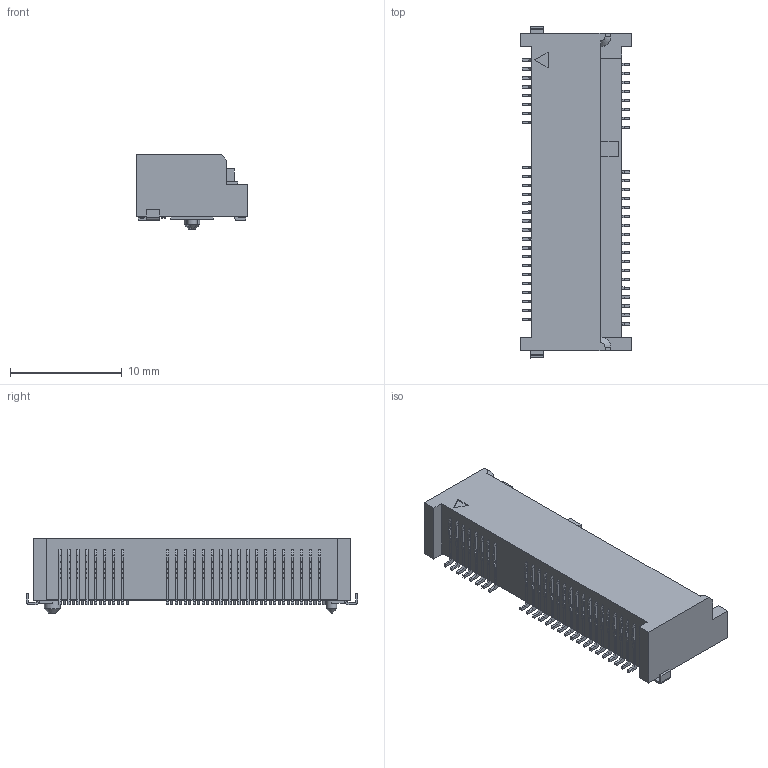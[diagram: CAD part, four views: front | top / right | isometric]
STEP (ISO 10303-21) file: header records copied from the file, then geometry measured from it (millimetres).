
FILE_DESCRIPTION(/* description */ (''),/* implementation_level */ '2;1');
FILE_NAME(/* name */ 'minipcie-bl.step',/* time_stamp */ '2021-05-31T19:53:58+02:00',/* author */ (''),/* organization */ (''),/* preprocessor_version */ 'ST-DEVELOPER v18.1',/* originating_system */ 'Autodesk Translation Framework v10.9.0.1377',/* authorisation */ '');
FILE_SCHEMA (('AUTOMOTIVE_DESIGN { 1 0 10303 214 3 1 1 }'));
Length unit declared in the file: millimetre
Products named in the file (5): minipcie; Board; Open CASCADE STEP translator 6.8 1.1.1; Free-Models; K3D-MM60-52B1-E1-R2_JAE_Connector_Division_Proprietary
Assembly tree (4 placements, depth 3):
  minipcie
    Board
      Open CASCADE STEP translator 6.8 1.1.1
    Free-Models
      K3D-MM60-52B1-E1-R2_JAE_Connector_Division_Proprietary
Bounding box: 10 x 29.7 x 6.7 mm (x, y, z)
Volume: 1088.1 mm3; surface area: 1183.4 mm2
Topology: 1 solids, 1 shells, 1148 faces, 3387 edges, 2250 vertices
Faces by surface type: plane 912, cylinder 232, cone 4
Full cylindrical faces by diameter (mm): 0.9 x1, 1.4 x1
Entity records: 38153 total; most frequent: CARTESIAN_POINT 6794, ORIENTED_EDGE 6774, DIRECTION 6173, EDGE_CURVE 3387, LINE 2915, VECTOR 2915, VERTEX_POINT 2250, AXIS2_PLACEMENT_3D 1629
